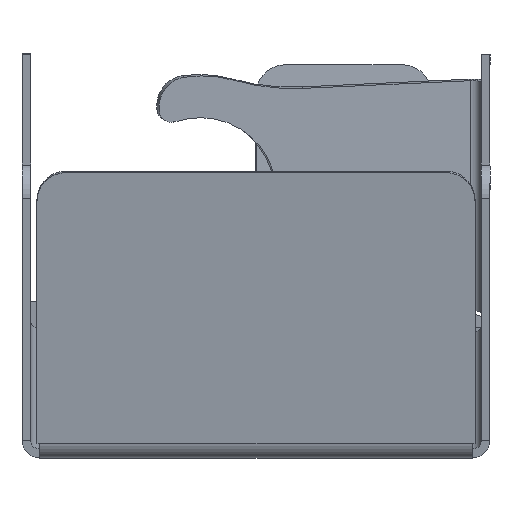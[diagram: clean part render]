
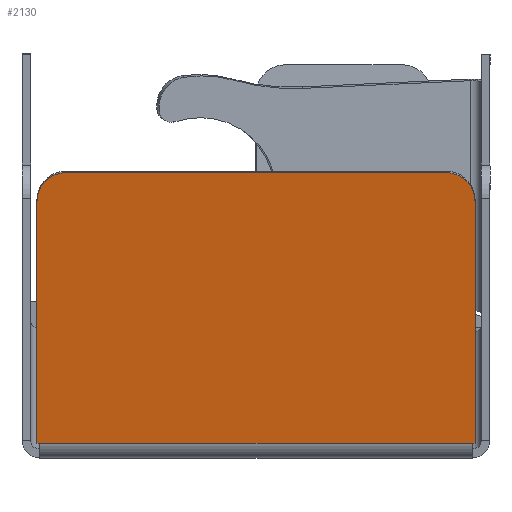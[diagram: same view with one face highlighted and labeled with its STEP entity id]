
A CAD part, top view. The second image highlights one B-rep face of the part: STEP entity #2130.
In plain terms, the highlighted planar face has unit normal (0, -0.174, 0.985).
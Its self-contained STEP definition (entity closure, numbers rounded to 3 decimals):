
#65=PLANE('',#2334);
#182=FACE_OUTER_BOUND('',#310,.T.);
#310=EDGE_LOOP('',(#1780,#1781,#1782,#1783,#1784,#1785,#1786,#1787));
#411=CIRCLE('',#2301,5.);
#414=CIRCLE('',#2307,5.);
#578=LINE('',#3443,#808);
#593=LINE('',#3483,#823);
#595=LINE('',#3489,#825);
#597=LINE('',#3492,#827);
#601=LINE('',#3502,#831);
#603=LINE('',#3505,#833);
#808=VECTOR('',#2765,10.);
#823=VECTOR('',#2814,10.);
#825=VECTOR('',#2822,10.);
#827=VECTOR('',#2826,10.);
#831=VECTOR('',#2840,10.);
#833=VECTOR('',#2844,10.);
#1032=VERTEX_POINT('',#3419);
#1033=VERTEX_POINT('',#3420);
#1042=VERTEX_POINT('',#3442);
#1043=VERTEX_POINT('',#3446);
#1049=VERTEX_POINT('',#3481);
#1050=VERTEX_POINT('',#3482);
#1051=VERTEX_POINT('',#3488);
#1052=VERTEX_POINT('',#3501);
#1270=EDGE_CURVE('',#1032,#1033,#411,.T.);
#1281=EDGE_CURVE('',#1042,#1033,#578,.T.);
#1283=EDGE_CURVE('',#1042,#1043,#414,.T.);
#1301=EDGE_CURVE('',#1049,#1050,#593,.T.);
#1305=EDGE_CURVE('',#1051,#1043,#595,.T.);
#1307=EDGE_CURVE('',#1050,#1051,#597,.T.);
#1313=EDGE_CURVE('',#1052,#1049,#601,.T.);
#1315=EDGE_CURVE('',#1032,#1052,#603,.T.);
#1780=ORIENTED_EDGE('',*,*,#1270,.F.);
#1781=ORIENTED_EDGE('',*,*,#1315,.T.);
#1782=ORIENTED_EDGE('',*,*,#1313,.T.);
#1783=ORIENTED_EDGE('',*,*,#1301,.T.);
#1784=ORIENTED_EDGE('',*,*,#1307,.T.);
#1785=ORIENTED_EDGE('',*,*,#1305,.T.);
#1786=ORIENTED_EDGE('',*,*,#1283,.F.);
#1787=ORIENTED_EDGE('',*,*,#1281,.T.);
#2130=ADVANCED_FACE('',(#182),#65,.T.);
#2301=AXIS2_PLACEMENT_3D('',#3421,#2747,#2748);
#2307=AXIS2_PLACEMENT_3D('',#3447,#2769,#2770);
#2334=AXIS2_PLACEMENT_3D('',#3507,#2847,#2848);
#2747=DIRECTION('center_axis',(0.,0.174,
-0.985));
#2748=DIRECTION('ref_axis',(-0.707,0.696,0.123));
#2765=DIRECTION('',(-1.,0.,0.));
#2769=DIRECTION('center_axis',(0.,0.174,
-0.985));
#2770=DIRECTION('ref_axis',(0.707,0.696,0.123));
#2814=DIRECTION('',(1.,0.,0.));
#2822=DIRECTION('',(0.,0.985,0.174));
#2826=DIRECTION('',(1.,0.,0.));
#2840=DIRECTION('',(1.,0.,0.));
#2844=DIRECTION('',(0.,-0.985,-0.174));
#2847=DIRECTION('center_axis',(0.,-0.174,
0.985));
#2848=DIRECTION('ref_axis',(0.,-0.985,-0.174));
#3419=CARTESIAN_POINT('',(-37.439,18.312,40.424));
#3420=CARTESIAN_POINT('',(-32.439,23.236,41.293));
#3421=CARTESIAN_POINT('Origin',(-32.439,18.312,40.424));
#3442=CARTESIAN_POINT('',(32.439,23.236,41.293));
#3443=CARTESIAN_POINT('',(-37.439,23.236,41.293));
#3446=CARTESIAN_POINT('',(37.439,18.312,40.424));
#3447=CARTESIAN_POINT('Origin',(32.439,18.312,40.424));
#3481=CARTESIAN_POINT('',(-37.,-23.05,33.131));
#3482=CARTESIAN_POINT('',(37.,-23.05,33.131));
#3483=CARTESIAN_POINT('',(0.,-23.05,33.131));
#3488=CARTESIAN_POINT('',(37.439,-23.05,33.131));
#3489=CARTESIAN_POINT('',(37.439,-23.05,33.131));
#3492=CARTESIAN_POINT('',(37.,-23.05,33.131));
#3501=CARTESIAN_POINT('',(-37.439,-23.05,33.131));
#3502=CARTESIAN_POINT('',(-37.,-23.05,33.131));
#3505=CARTESIAN_POINT('',(-37.439,-23.05,33.131));
#3507=CARTESIAN_POINT('Origin',(0.,-1.567,
36.919));
